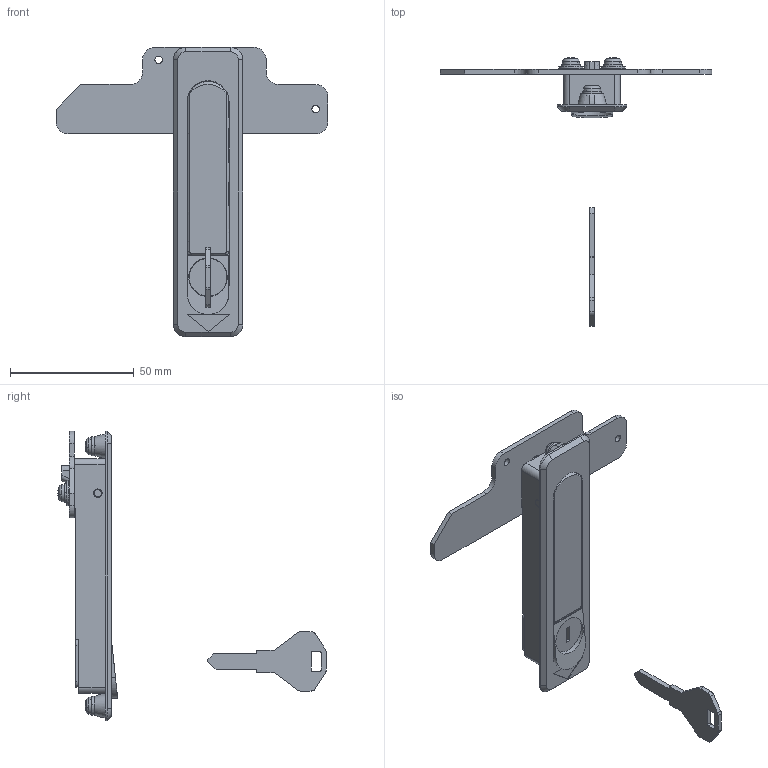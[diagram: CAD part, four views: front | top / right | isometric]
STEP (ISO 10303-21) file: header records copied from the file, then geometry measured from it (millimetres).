
FILE_DESCRIPTION((''),'2;1');
FILE_NAME('','2005-10-12T12:37:28',(''),(''),'','CADfix','');
FILE_SCHEMA(('AUTOMOTIVE_DESIGN'));
Length unit declared in the file: millimetre
Products named in the file (10): bracket; screw_A; screw_B; latch; key; housing; handle; cover; cam; THA_540_2K_No200_6155_36
Assembly tree (12 placements, depth 2):
  THA_540_2K_No200_6155_36
    bracket  x2
    screw_A  x2
    screw_B  x2
    latch
    key
    housing
    handle
    cover
    cam
Bounding box: 110 x 108.44 x 117 mm (x, y, z)
Volume: 31685.3 mm3; surface area: 29105.4 mm2
Topology: 12 solids, 12 shells, 509 faces, 1489 edges, 1035 vertices
Faces by surface type: bspline 509
Entity records: 15061 total; most frequent: CARTESIAN_POINT 7700, ORIENTED_EDGE 2538, EDGE_CURVE 1269, VERTEX_POINT 879, QUASI_UNIFORM_CURVE 717, EDGE_LOOP 480, FACE_OUTER_BOUND 433, ADVANCED_FACE 433
